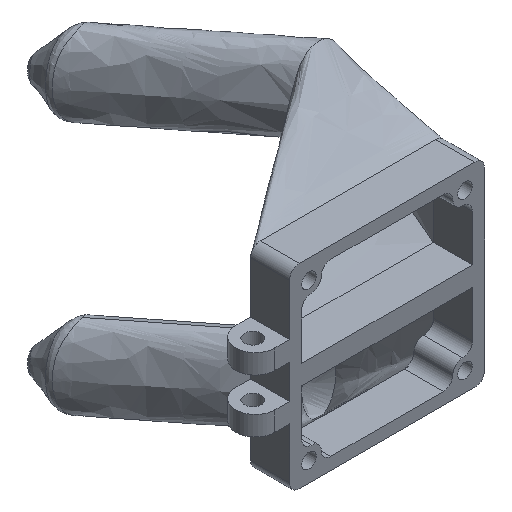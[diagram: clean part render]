
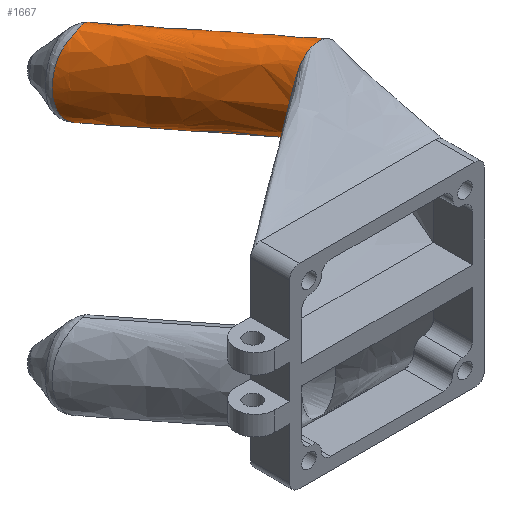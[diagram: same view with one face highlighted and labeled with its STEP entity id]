
A CAD part, isometric view. The second image highlights one B-rep face of the part: STEP entity #1667.
In plain terms, the highlighted free-form (B-spline) face has degree [1, 2] with [2, 9] control points.
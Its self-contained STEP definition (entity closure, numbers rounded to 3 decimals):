
#248=FACE_OUTER_BOUND('',#347,.T.);
#347=EDGE_LOOP('',(#1523,#1524,#1525,#1526,#1527,#1528,#1529,#1530));
#375=ELLIPSE('',#1839,154.637,7.387);
#377=ELLIPSE('',#1841,8.5,5.5);
#378=ELLIPSE('',#1842,8.5,5.5);
#379=ELLIPSE('',#1843,8.5,5.5);
#380=ELLIPSE('',#1844,8.5,5.5);
#438=B_SPLINE_CURVE_WITH_KNOTS('',3,(#3492,#3493,#3494,#3495,#3496,#3497,
#3498,#3499,#3500,#3501,#3502,#3503,#3504,#3505,#3506),.UNSPECIFIED.,.F.,
 .F.,(4,1,1,1,1,1,1,1,1,1,1,1,4),(-3.047,-3.039,-3.018,
-2.975,-2.954,-2.932,-2.89,
-2.804,-2.677,-2.549,-2.293,
-2.037,-1.782),.UNSPECIFIED.);
#439=B_SPLINE_CURVE_WITH_KNOTS('',3,(#3509,#3510,#3511,#3512,#3513,#3514,
#3515,#3516,#3517,#3518,#3519,#3520,#3521,#3522,#3523,#3524,#3525,#3526,
#3527,#3528,#3529,#3530),.UNSPECIFIED.,.F.,.F.,(4,1,1,1,1,1,1,1,1,1,1,1,
1,1,1,1,1,1,1,4),(-5.362,-5.234,-5.106,
-5.042,-4.978,-4.914,-4.85,
-4.818,-4.786,-4.754,-4.722,
-4.658,-4.594,-4.467,-4.339,
-4.083,-3.657,-3.486,-3.316,
-3.294),.UNSPECIFIED.);
#463=LINE('',#2252,#551);
#551=VECTOR('',#1847,8.5);
#639=VERTEX_POINT('',#2250);
#640=VERTEX_POINT('',#2251);
#773=VERTEX_POINT('',#3491);
#774=VERTEX_POINT('',#3508);
#794=VERTEX_POINT('',#4852);
#800=VERTEX_POINT('',#4948);
#801=VERTEX_POINT('',#4950);
#802=VERTEX_POINT('',#4952);
#803=EDGE_CURVE('',#639,#640,#463,.T.);
#997=EDGE_CURVE('',#639,#773,#438,.T.);
#999=EDGE_CURVE('',#773,#774,#439,.T.);
#1047=EDGE_CURVE('',#794,#774,#375,.T.);
#1053=EDGE_CURVE('',#800,#640,#377,.T.);
#1054=EDGE_CURVE('',#801,#800,#378,.T.);
#1055=EDGE_CURVE('',#802,#801,#379,.T.);
#1056=EDGE_CURVE('',#794,#802,#380,.T.);
#1523=ORIENTED_EDGE('',*,*,#803,.T.);
#1524=ORIENTED_EDGE('',*,*,#1053,.F.);
#1525=ORIENTED_EDGE('',*,*,#1054,.F.);
#1526=ORIENTED_EDGE('',*,*,#1055,.F.);
#1527=ORIENTED_EDGE('',*,*,#1056,.F.);
#1528=ORIENTED_EDGE('',*,*,#1047,.T.);
#1529=ORIENTED_EDGE('',*,*,#999,.F.);
#1530=ORIENTED_EDGE('',*,*,#997,.F.);
#1581=(
BOUNDED_SURFACE()
B_SPLINE_SURFACE(1,2,((#4930,#4931,#4932,#4933,#4934,#4935,#4936,#4937,
#4938),(#4939,#4940,#4941,#4942,#4943,#4944,#4945,#4946,#4947)),
 .UNSPECIFIED.,.F.,.F.,.F.)
B_SPLINE_SURFACE_WITH_KNOTS((2,2),(3,2,2,2,3),(-0.4,4.522),
(-3.142,-1.743,-0.344,1.055,
2.454),.UNSPECIFIED.)
GEOMETRIC_REPRESENTATION_ITEM()
RATIONAL_B_SPLINE_SURFACE(((1.,0.765,1.,0.765,1.,
0.765,1.,0.765,1.),(1.,0.765,1.,0.765,
1.,0.765,1.,0.765,1.)))
REPRESENTATION_ITEM('')
SURFACE()
);
#1667=ADVANCED_FACE('',(#248),#1581,.F.);
#1839=AXIS2_PLACEMENT_3D('',#4866,#2228,#2229);
#1841=AXIS2_PLACEMENT_3D('',#4949,#2232,#2233);
#1842=AXIS2_PLACEMENT_3D('',#4951,#2234,#2235);
#1843=AXIS2_PLACEMENT_3D('',#4953,#2236,#2237);
#1844=AXIS2_PLACEMENT_3D('',#4954,#2238,#2239);
#1847=DIRECTION('',(0.618,-0.786,0.));
#2228=DIRECTION('center_axis',(0.72,0.607,0.336));
#2229=DIRECTION('ref_axis',(0.635,-0.772,0.032));
#2232=DIRECTION('center_axis',(0.,-1.,0.));
#2233=DIRECTION('ref_axis',(0.,0.,-1.));
#2234=DIRECTION('center_axis',(0.,-1.,0.));
#2235=DIRECTION('ref_axis',(0.,0.,-1.));
#2236=DIRECTION('center_axis',(0.,-1.,0.));
#2237=DIRECTION('ref_axis',(0.,0.,-1.));
#2238=DIRECTION('center_axis',(0.,-1.,0.));
#2239=DIRECTION('ref_axis',(0.,0.,-1.));
#2250=CARTESIAN_POINT('',(-12.36,50.186,17.5));
#2251=CARTESIAN_POINT('',(9.,23.,17.5));
#2252=CARTESIAN_POINT('',(9.,23.,17.5));
#3491=CARTESIAN_POINT('',(-17.545,50.464,29.654));
#3492=CARTESIAN_POINT('Ctrl Pts',(-12.36,50.186,17.5));
#3493=CARTESIAN_POINT('Ctrl Pts',(-12.417,50.17,17.5));
#3494=CARTESIAN_POINT('Ctrl Pts',(-12.615,50.114,17.507));
#3495=CARTESIAN_POINT('Ctrl Pts',(-13.067,50.005,17.581));
#3496=CARTESIAN_POINT('Ctrl Pts',(-13.497,49.96,17.736));
#3497=CARTESIAN_POINT('Ctrl Pts',(-13.87,49.954,17.908));
#3498=CARTESIAN_POINT('Ctrl Pts',(-14.216,49.966,18.091));
#3499=CARTESIAN_POINT('Ctrl Pts',(-14.765,50.018,18.433));
#3500=CARTESIAN_POINT('Ctrl Pts',(-15.578,50.151,19.081));
#3501=CARTESIAN_POINT('Ctrl Pts',(-16.457,50.311,20.085));
#3502=CARTESIAN_POINT('Ctrl Pts',(-17.429,50.455,21.78));
#3503=CARTESIAN_POINT('Ctrl Pts',(-18.089,50.527,24.075));
#3504=CARTESIAN_POINT('Ctrl Pts',(-18.207,50.539,26.892));
#3505=CARTESIAN_POINT('Ctrl Pts',(-17.852,50.502,28.753));
#3506=CARTESIAN_POINT('Ctrl Pts',(-17.545,50.464,29.654));
#3508=CARTESIAN_POINT('',(-9.323,50.763,19.431));
#3509=CARTESIAN_POINT('Ctrl Pts',(-17.545,50.464,29.654));
#3510=CARTESIAN_POINT('Ctrl Pts',(-17.391,50.445,30.105));
#3511=CARTESIAN_POINT('Ctrl Pts',(-17.017,50.396,30.991));
#3512=CARTESIAN_POINT('Ctrl Pts',(-16.354,50.291,32.025));
#3513=CARTESIAN_POINT('Ctrl Pts',(-15.69,50.173,32.773));
#3514=CARTESIAN_POINT('Ctrl Pts',(-15.125,50.075,33.289));
#3515=CARTESIAN_POINT('Ctrl Pts',(-14.483,49.984,33.758));
#3516=CARTESIAN_POINT('Ctrl Pts',(-13.863,49.943,34.11));
#3517=CARTESIAN_POINT('Ctrl Pts',(-13.26,49.981,34.353));
#3518=CARTESIAN_POINT('Ctrl Pts',(-12.717,50.078,34.499));
#3519=CARTESIAN_POINT('Ctrl Pts',(-12.049,50.28,34.511));
#3520=CARTESIAN_POINT('Ctrl Pts',(-11.257,50.502,34.285));
#3521=CARTESIAN_POINT('Ctrl Pts',(-10.543,50.629,33.853));
#3522=CARTESIAN_POINT('Ctrl Pts',(-9.673,50.738,33.076));
#3523=CARTESIAN_POINT('Ctrl Pts',(-8.898,50.798,32.015));
#3524=CARTESIAN_POINT('Ctrl Pts',(-8.024,50.853,30.236));
#3525=CARTESIAN_POINT('Ctrl Pts',(-7.295,50.884,27.308));
#3526=CARTESIAN_POINT('Ctrl Pts',(-7.378,50.883,24.162));
#3527=CARTESIAN_POINT('Ctrl Pts',(-8.181,50.842,21.406));
#3528=CARTESIAN_POINT('Ctrl Pts',(-8.815,50.805,20.145));
#3529=CARTESIAN_POINT('Ctrl Pts',(-9.27,50.767,19.505));
#3530=CARTESIAN_POINT('Ctrl Pts',(-9.324,50.763,19.431));
#4852=CARTESIAN_POINT('',(13.391,23.,20.882));
#4866=CARTESIAN_POINT('Origin',(-18.722,58.283,26.));
#4930=CARTESIAN_POINT('Ctrl Pts',(11.099,20.328,17.5));
#4931=CARTESIAN_POINT('Ctrl Pts',(8.238,18.08,17.5));
#4932=CARTESIAN_POINT('Ctrl Pts',(7.749,17.696,24.546));
#4933=CARTESIAN_POINT('Ctrl Pts',(7.259,17.311,31.592));
#4934=CARTESIAN_POINT('Ctrl Pts',(9.953,19.428,34.003));
#4935=CARTESIAN_POINT('Ctrl Pts',(12.647,21.544,36.413));
#4936=CARTESIAN_POINT('Ctrl Pts',(14.058,22.653,30.191));
#4937=CARTESIAN_POINT('Ctrl Pts',(15.469,23.761,23.97));
#4938=CARTESIAN_POINT('Ctrl Pts',(13.257,22.024,19.431));
#4939=CARTESIAN_POINT('Ctrl Pts',(-14.745,53.221,17.5));
#4940=CARTESIAN_POINT('Ctrl Pts',(-17.606,50.973,17.5));
#4941=CARTESIAN_POINT('Ctrl Pts',(-18.095,50.588,24.546));
#4942=CARTESIAN_POINT('Ctrl Pts',(-18.585,50.204,31.592));
#4943=CARTESIAN_POINT('Ctrl Pts',(-15.891,52.32,34.003));
#4944=CARTESIAN_POINT('Ctrl Pts',(-13.197,54.437,36.413));
#4945=CARTESIAN_POINT('Ctrl Pts',(-11.786,55.545,30.191));
#4946=CARTESIAN_POINT('Ctrl Pts',(-10.376,56.654,23.97));
#4947=CARTESIAN_POINT('Ctrl Pts',(-12.587,54.916,19.431));
#4948=CARTESIAN_POINT('',(7.146,23.,34.003));
#4949=CARTESIAN_POINT('Origin',(9.,23.,26.));
#4950=CARTESIAN_POINT('',(14.5,23.,26.));
#4951=CARTESIAN_POINT('Origin',(9.,23.,26.));
#4952=CARTESIAN_POINT('',(14.029,23.,22.558));
#4953=CARTESIAN_POINT('Origin',(9.,23.,26.));
#4954=CARTESIAN_POINT('Origin',(9.,23.,26.));
